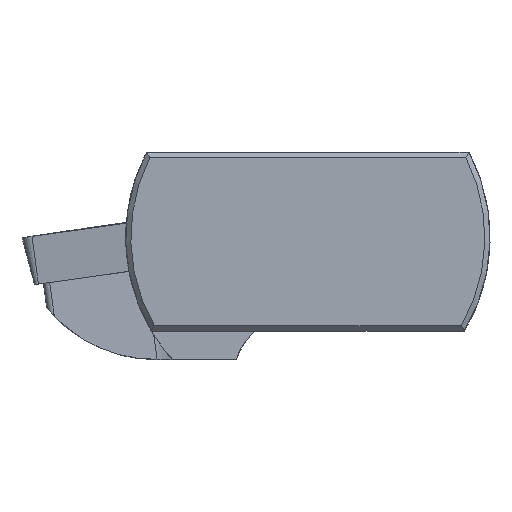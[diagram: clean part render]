
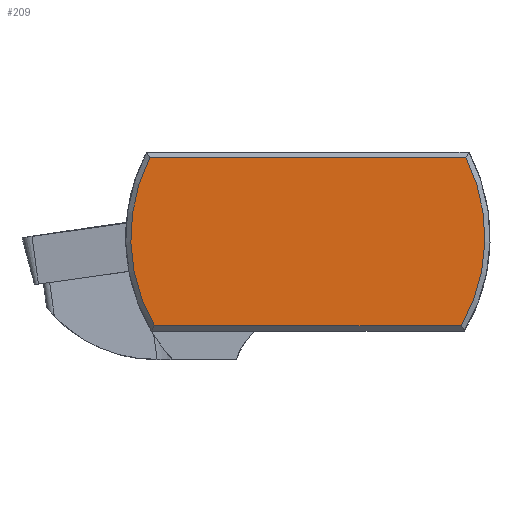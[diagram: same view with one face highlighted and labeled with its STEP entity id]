
A CAD part, top view. The second image highlights one B-rep face of the part: STEP entity #209.
In plain terms, the highlighted planar face has unit normal (0, 0, 1).
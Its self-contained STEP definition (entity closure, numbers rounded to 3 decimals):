
#209=ADVANCED_FACE('',(#308),#260,.T.);
#260=PLANE('',#1341);
#308=FACE_OUTER_BOUND('',#358,.T.);
#358=EDGE_LOOP('',(#665,#666,#667,#668));
#421=CIRCLE('',#1287,14.575);
#423=CIRCLE('',#1290,14.575);
#665=ORIENTED_EDGE('',*,*,#912,.F.);
#666=ORIENTED_EDGE('',*,*,#909,.F.);
#667=ORIENTED_EDGE('',*,*,#914,.F.);
#668=ORIENTED_EDGE('',*,*,#905,.F.);
#794=VERTEX_POINT('',#1860);
#796=VERTEX_POINT('',#1863);
#798=VERTEX_POINT('',#1875);
#800=VERTEX_POINT('',#1878);
#905=EDGE_CURVE('',#794,#796,#1042,.T.);
#909=EDGE_CURVE('',#798,#800,#1044,.T.);
#912=EDGE_CURVE('',#800,#794,#421,.T.);
#914=EDGE_CURVE('',#796,#798,#423,.T.);
#1042=LINE('',#1862,#1122);
#1044=LINE('',#1877,#1124);
#1122=VECTOR('',#1462,1.);
#1124=VECTOR('',#1466,1.);
#1287=AXIS2_PLACEMENT_3D('',#1886,#1470,#1471);
#1290=AXIS2_PLACEMENT_3D('',#1889,#1476,#1477);
#1341=AXIS2_PLACEMENT_3D('',#2088,#1616,#1617);
#1462=DIRECTION('',(1.,0.,0.));
#1466=DIRECTION('',(-1.,0.,0.));
#1470=DIRECTION('',(0.,0.,-1.));
#1471=DIRECTION('',(1.,0.,0.));
#1476=DIRECTION('',(0.,0.,-1.));
#1477=DIRECTION('',(1.,0.,0.));
#1616=DIRECTION('',(0.,0.,1.));
#1617=DIRECTION('',(1.,0.,0.));
#1860=CARTESIAN_POINT('',(-13.008,6.575,0.));
#1862=CARTESIAN_POINT('',(-25.,6.575,0.));
#1863=CARTESIAN_POINT('',(13.008,6.575,0.));
#1875=CARTESIAN_POINT('',(12.63,-7.275,0.));
#1877=CARTESIAN_POINT('',(-25.,-7.275,0.));
#1878=CARTESIAN_POINT('',(-12.63,-7.275,0.));
#1886=CARTESIAN_POINT('',(0.,0.,0.));
#1889=CARTESIAN_POINT('',(0.,0.,0.));
#2088=CARTESIAN_POINT('',(0.,0.,0.));
